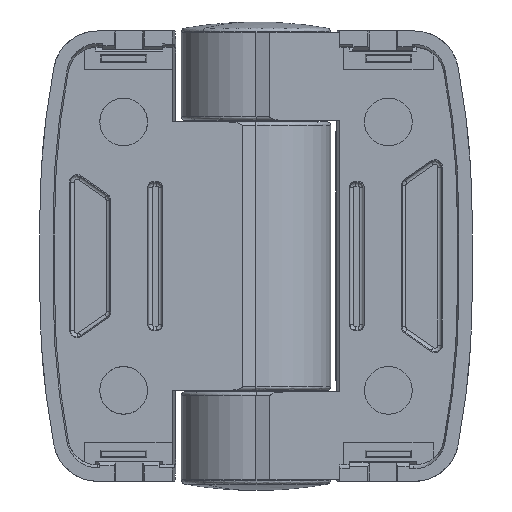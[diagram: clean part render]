
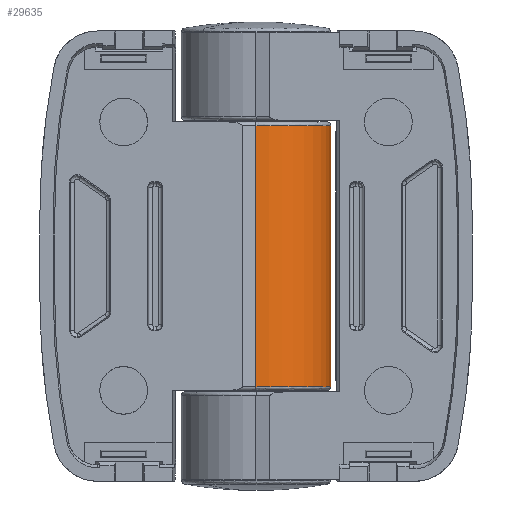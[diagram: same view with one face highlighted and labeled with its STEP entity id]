
A CAD part, front view. The second image highlights one B-rep face of the part: STEP entity #29635.
In plain terms, the highlighted cylindrical face has radius 10 mm (diameter 20 mm), a partial arc.
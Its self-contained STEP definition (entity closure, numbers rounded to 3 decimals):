
#48 = VERTEX_POINT ( 'NONE', #945 ) ;
#491 = DIRECTION ( 'NONE',  ( 0., 0., 1. ) ) ;
#543 = DIRECTION ( 'NONE',  ( 0., -1., 0. ) ) ;
#945 = CARTESIAN_POINT ( 'NONE',  ( 0., -10., -17.5 ) ) ;
#974 = CARTESIAN_POINT ( 'NONE',  ( -10., -0.051, -17.5 ) ) ;
#1094 = CARTESIAN_POINT ( 'NONE',  ( -10., 0., -16.556 ) ) ;
#1468 = CARTESIAN_POINT ( 'NONE',  ( -10., -0.017, 16.871 ) ) ;
#1591 = DIRECTION ( 'NONE',  ( 0., -1., 0. ) ) ;
#3237 = AXIS2_PLACEMENT_3D ( 'NONE', #6026, #5950, #5910 ) ;
#3239 = B_SPLINE_CURVE_WITH_KNOTS ( 'NONE', 3,
 ( #26615, #29307, #13130, #32046, #15857 ),
 .UNSPECIFIED., .F., .F.,
 ( 4, 1, 4 ),
 ( 0., 0.5, 1. ),
 .UNSPECIFIED. ) ;
#3251 = AXIS2_PLACEMENT_3D ( 'NONE', #6820, #17497, #1591 ) ;
#3699 = CARTESIAN_POINT ( 'NONE',  ( -10., 0., 16.556 ) ) ;
#3772 = B_SPLINE_CURVE_WITH_KNOTS ( 'NONE', 3,
 ( #4245, #1468, #15009, #33925 ),
 .UNSPECIFIED., .F., .F.,
 ( 4, 4 ),
 ( 0., 1. ),
 .UNSPECIFIED. ) ;
#3896 = LINE ( 'NONE', #17193, #10943 ) ;
#4245 = CARTESIAN_POINT ( 'NONE',  ( -10., 0., 16.556 ) ) ;
#4340 = DIRECTION ( 'NONE',  ( 0., 0., -1. ) ) ;
#4654 = ORIENTED_EDGE ( 'NONE', *, *, #16162, .T. ) ;
#4837 = CARTESIAN_POINT ( 'NONE',  ( 10., 0., -17.5 ) ) ;
#4948 = VERTEX_POINT ( 'NONE', #3699 ) ;
#5824 = CIRCLE ( 'NONE', #15697, 10. ) ;
#5910 = DIRECTION ( 'NONE',  ( 0., -1., 0. ) ) ;
#5950 = DIRECTION ( 'NONE',  ( 0., 0., 1. ) ) ;
#6026 = CARTESIAN_POINT ( 'NONE',  ( 0., 0., -17.5 ) ) ;
#6078 = CYLINDRICAL_SURFACE ( 'NONE', #3251, 10. ) ;
#6820 = CARTESIAN_POINT ( 'NONE',  ( 0., 0., -30. ) ) ;
#6888 = CARTESIAN_POINT ( 'NONE',  ( -10., 0., 17.5 ) ) ;
#7318 = VERTEX_POINT ( 'NONE', #16410 ) ;
#7467 = VERTEX_POINT ( 'NONE', #6888 ) ;
#8444 = CIRCLE ( 'NONE', #26940, 10. ) ;
#9065 = EDGE_CURVE ( 'NONE', #10516, #11000, #31944, .T. ) ;
#9508 = B_SPLINE_CURVE_WITH_KNOTS ( 'NONE', 3,
 ( #974, #14274, #17089, #1094 ),
 .UNSPECIFIED., .F., .F.,
 ( 4, 4 ),
 ( 0., 1. ),
 .UNSPECIFIED. ) ;
#10516 = VERTEX_POINT ( 'NONE', #4837 ) ;
#10943 = VECTOR ( 'NONE', #14498, 1000. ) ;
#11000 = VERTEX_POINT ( 'NONE', #28873 ) ;
#12184 = DIRECTION ( 'NONE',  ( 0., 0., -1. ) ) ;
#13130 = CARTESIAN_POINT ( 'NONE',  ( -9.981, 0.582, 0. ) ) ;
#13562 = EDGE_CURVE ( 'NONE', #11000, #30226, #26714, .T. ) ;
#13836 = ORIENTED_EDGE ( 'NONE', *, *, #26574, .T. ) ;
#14274 = CARTESIAN_POINT ( 'NONE',  ( -10., -0.034, -17.185 ) ) ;
#14477 = CIRCLE ( 'NONE', #15910, 10. ) ;
#14498 = DIRECTION ( 'NONE',  ( 0., 0., -1. ) ) ;
#14519 = DIRECTION ( 'NONE',  ( 0., 0., -1. ) ) ;
#15009 = CARTESIAN_POINT ( 'NONE',  ( -10., -0.034, 17.185 ) ) ;
#15010 = EDGE_CURVE ( 'NONE', #7318, #7467, #15679, .T. ) ;
#15679 = CIRCLE ( 'NONE', #29463, 10. ) ;
#15697 = AXIS2_PLACEMENT_3D ( 'NONE', #16498, #491, #19220 ) ;
#15857 = CARTESIAN_POINT ( 'NONE',  ( -10., 0., 16.556 ) ) ;
#15910 = AXIS2_PLACEMENT_3D ( 'NONE', #30708, #14519, #33416 ) ;
#16162 = EDGE_CURVE ( 'NONE', #30226, #25167, #9508, .T. ) ;
#16410 = CARTESIAN_POINT ( 'NONE',  ( -10., -0.051, 17.5 ) ) ;
#16498 = CARTESIAN_POINT ( 'NONE',  ( 0., 0., -17.5 ) ) ;
#16559 = DIRECTION ( 'NONE',  ( 0., 0., 1. ) ) ;
#17089 = CARTESIAN_POINT ( 'NONE',  ( -10., -0.017, -16.871 ) ) ;
#17150 = CARTESIAN_POINT ( 'NONE',  ( 10., 0., 17.5 ) ) ;
#17193 = CARTESIAN_POINT ( 'NONE',  ( 0., -10., -30. ) ) ;
#17497 = DIRECTION ( 'NONE',  ( 0., 0., 1. ) ) ;
#18484 = ORIENTED_EDGE ( 'NONE', *, *, #25874, .T. ) ;
#19220 = DIRECTION ( 'NONE',  ( 0., -1., 0. ) ) ;
#19661 = EDGE_CURVE ( 'NONE', #7467, #29014, #14477, .T. ) ;
#19708 = CARTESIAN_POINT ( 'NONE',  ( -10., -0.051, -17.5 ) ) ;
#20412 = CARTESIAN_POINT ( 'NONE',  ( 0., 0., 17.5 ) ) ;
#21207 = CARTESIAN_POINT ( 'NONE',  ( 0., -10., 17.5 ) ) ;
#22219 = EDGE_CURVE ( 'NONE', #25167, #4948, #3239, .T. ) ;
#22661 = EDGE_LOOP ( 'NONE', ( #29082, #26553, #31181, #23961, #13836, #32474, #30302, #4654, #26129, #18484 ) ) ;
#22895 = FACE_OUTER_BOUND ( 'NONE', #22661, .T. ) ;
#23112 = DIRECTION ( 'NONE',  ( 0., -1., 0. ) ) ;
#23961 = ORIENTED_EDGE ( 'NONE', *, *, #30718, .T. ) ;
#25167 = VERTEX_POINT ( 'NONE', #30178 ) ;
#25874 = EDGE_CURVE ( 'NONE', #4948, #7318, #3772, .T. ) ;
#26129 = ORIENTED_EDGE ( 'NONE', *, *, #22219, .T. ) ;
#26553 = ORIENTED_EDGE ( 'NONE', *, *, #19661, .T. ) ;
#26574 = EDGE_CURVE ( 'NONE', #48, #10516, #5824, .T. ) ;
#26615 = CARTESIAN_POINT ( 'NONE',  ( -10., 0., -16.556 ) ) ;
#26714 = CIRCLE ( 'NONE', #28041, 10. ) ;
#26940 = AXIS2_PLACEMENT_3D ( 'NONE', #28394, #12184, #31139 ) ;
#28041 = AXIS2_PLACEMENT_3D ( 'NONE', #32746, #16559, #543 ) ;
#28394 = CARTESIAN_POINT ( 'NONE',  ( 0., 0., 17.5 ) ) ;
#28873 = CARTESIAN_POINT ( 'NONE',  ( -10., 0., -17.5 ) ) ;
#29014 = VERTEX_POINT ( 'NONE', #17150 ) ;
#29082 = ORIENTED_EDGE ( 'NONE', *, *, #15010, .T. ) ;
#29307 = CARTESIAN_POINT ( 'NONE',  ( -10., 0.291, -11.037 ) ) ;
#29463 = AXIS2_PLACEMENT_3D ( 'NONE', #20412, #4340, #23112 ) ;
#29635 = ADVANCED_FACE ( 'NONE', ( #22895 ), #6078, .T. ) ;
#30178 = CARTESIAN_POINT ( 'NONE',  ( -10., 0., -16.556 ) ) ;
#30226 = VERTEX_POINT ( 'NONE', #19708 ) ;
#30302 = ORIENTED_EDGE ( 'NONE', *, *, #13562, .T. ) ;
#30708 = CARTESIAN_POINT ( 'NONE',  ( 0., 0., 17.5 ) ) ;
#30718 = EDGE_CURVE ( 'NONE', #32825, #48, #3896, .T. ) ;
#31139 = DIRECTION ( 'NONE',  ( 0., -1., 0. ) ) ;
#31181 = ORIENTED_EDGE ( 'NONE', *, *, #34510, .T. ) ;
#31944 = CIRCLE ( 'NONE', #3237, 10. ) ;
#32046 = CARTESIAN_POINT ( 'NONE',  ( -10., 0.291, 11.037 ) ) ;
#32474 = ORIENTED_EDGE ( 'NONE', *, *, #9065, .T. ) ;
#32746 = CARTESIAN_POINT ( 'NONE',  ( 0., 0., -17.5 ) ) ;
#32825 = VERTEX_POINT ( 'NONE', #21207 ) ;
#33416 = DIRECTION ( 'NONE',  ( 0., -1., 0. ) ) ;
#33925 = CARTESIAN_POINT ( 'NONE',  ( -10., -0.051, 17.5 ) ) ;
#34510 = EDGE_CURVE ( 'NONE', #29014, #32825, #8444, .T. ) ;
